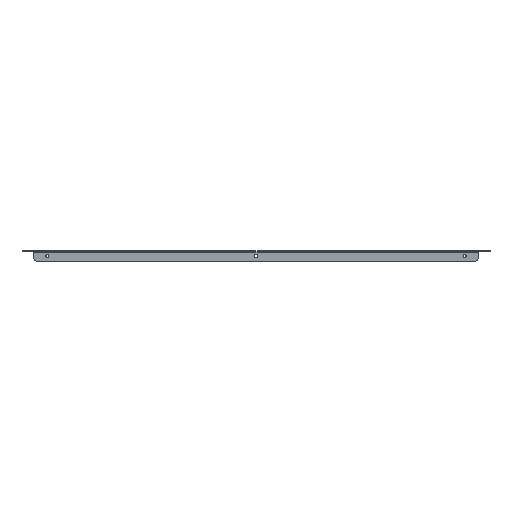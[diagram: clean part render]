
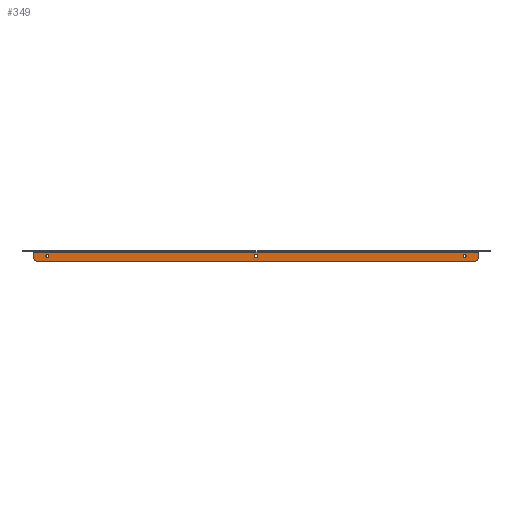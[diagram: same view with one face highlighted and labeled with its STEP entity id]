
A CAD part, front view. The second image highlights one B-rep face of the part: STEP entity #349.
In plain terms, the highlighted planar face has unit normal (0, -1, 0).
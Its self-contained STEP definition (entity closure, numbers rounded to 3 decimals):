
#15 = CARTESIAN_POINT ( 'NONE',  ( 0., -399.8, -15. ) ) ;
#109 = AXIS2_PLACEMENT_3D ( 'NONE', #2243, #588, #777 ) ;
#138 = CARTESIAN_POINT ( 'NONE',  ( 306.25, -399.8, -5.4 ) ) ;
#209 = VERTEX_POINT ( 'NONE', #2182 ) ;
#264 = CARTESIAN_POINT ( 'NONE',  ( 306.25, -399.8, -7.5 ) ) ;
#315 = DIRECTION ( 'NONE',  ( 0., -1., 0. ) ) ;
#343 = CARTESIAN_POINT ( 'NONE',  ( 321.25, -399.8, -10. ) ) ;
#349 = ADVANCED_FACE ( 'NONE', ( #626, #941, #975, #543 ), #2051, .F. ) ;
#450 = CARTESIAN_POINT ( 'NONE',  ( -321.25, -399.8, -15. ) ) ;
#465 = AXIS2_PLACEMENT_3D ( 'NONE', #1105, #1319, #561 ) ;
#531 = DIRECTION ( 'NONE',  ( 0., -1., 0. ) ) ;
#539 = VECTOR ( 'NONE', #592, 1000. ) ;
#543 = FACE_OUTER_BOUND ( 'NONE', #1718, .T. ) ;
#561 = DIRECTION ( 'NONE',  ( 0., 0., 1. ) ) ;
#588 = DIRECTION ( 'NONE',  ( 0., 1., 0. ) ) ;
#592 = DIRECTION ( 'NONE',  ( 1., 0., 0. ) ) ;
#609 = AXIS2_PLACEMENT_3D ( 'NONE', #1684, #2270, #750 ) ;
#621 = AXIS2_PLACEMENT_3D ( 'NONE', #855, #315, #1617 ) ;
#626 = FACE_BOUND ( 'NONE', #1337, .T. ) ;
#637 = VERTEX_POINT ( 'NONE', #638 ) ;
#638 = CARTESIAN_POINT ( 'NONE',  ( -326.25, -399.8, -0.919 ) ) ;
#642 = DIRECTION ( 'NONE',  ( 0., 1., 0. ) ) ;
#682 = DIRECTION ( 'NONE',  ( 0., 0., -1. ) ) ;
#702 = CIRCLE ( 'NONE', #609, 2.1 ) ;
#717 = CARTESIAN_POINT ( 'NONE',  ( -306.25, -399.8, -5.4 ) ) ;
#750 = DIRECTION ( 'NONE',  ( 0., 0., 1. ) ) ;
#777 = DIRECTION ( 'NONE',  ( 0., 0., 1. ) ) ;
#847 = CIRCLE ( 'NONE', #1951, 5. ) ;
#855 = CARTESIAN_POINT ( 'NONE',  ( -321.25, -399.8, -10. ) ) ;
#860 = CARTESIAN_POINT ( 'NONE',  ( -328.796, -399.8, -0.919 ) ) ;
#872 = EDGE_CURVE ( 'NONE', #2179, #1936, #1082, .T. ) ;
#889 = VERTEX_POINT ( 'NONE', #1220 ) ;
#895 = CARTESIAN_POINT ( 'NONE',  ( 326.25, -399.8, -10. ) ) ;
#941 = FACE_BOUND ( 'NONE', #1364, .T. ) ;
#975 = FACE_BOUND ( 'NONE', #1187, .T. ) ;
#988 = ORIENTED_EDGE ( 'NONE', *, *, #2063, .T. ) ;
#990 = ORIENTED_EDGE ( 'NONE', *, *, #2215, .T. ) ;
#1027 = EDGE_CURVE ( 'NONE', #1366, #2179, #1607, .T. ) ;
#1082 = LINE ( 'NONE', #15, #539 ) ;
#1099 = DIRECTION ( 'NONE',  ( 0., 0., 1. ) ) ;
#1105 = CARTESIAN_POINT ( 'NONE',  ( 0., -399.8, 0. ) ) ;
#1145 = VECTOR ( 'NONE', #2158, 1000. ) ;
#1187 = EDGE_LOOP ( 'NONE', ( #990 ) ) ;
#1220 = CARTESIAN_POINT ( 'NONE',  ( 326.25, -399.8, -0.919 ) ) ;
#1221 = VERTEX_POINT ( 'NONE', #895 ) ;
#1239 = VECTOR ( 'NONE', #1099, 1000. ) ;
#1267 = EDGE_CURVE ( 'NONE', #1221, #889, #2285, .T. ) ;
#1271 = CARTESIAN_POINT ( 'NONE',  ( -326.25, -399.8, 0. ) ) ;
#1319 = DIRECTION ( 'NONE',  ( 0., 1., 0. ) ) ;
#1337 = EDGE_LOOP ( 'NONE', ( #2114 ) ) ;
#1364 = EDGE_LOOP ( 'NONE', ( #988 ) ) ;
#1366 = VERTEX_POINT ( 'NONE', #1693 ) ;
#1447 = ORIENTED_EDGE ( 'NONE', *, *, #1027, .T. ) ;
#1486 = DIRECTION ( 'NONE',  ( 0., 0., 1. ) ) ;
#1543 = DIRECTION ( 'NONE',  ( 0., 0., 1. ) ) ;
#1546 = CIRCLE ( 'NONE', #2099, 2.1 ) ;
#1607 = CIRCLE ( 'NONE', #621, 5. ) ;
#1617 = DIRECTION ( 'NONE',  ( 0., 0., 1. ) ) ;
#1657 = ORIENTED_EDGE ( 'NONE', *, *, #1781, .F. ) ;
#1684 = CARTESIAN_POINT ( 'NONE',  ( 0., -399.8, -7.5 ) ) ;
#1693 = CARTESIAN_POINT ( 'NONE',  ( -326.25, -399.8, -10. ) ) ;
#1718 = EDGE_LOOP ( 'NONE', ( #2140, #1447, #2288, #2142, #2367, #1657 ) ) ;
#1750 = EDGE_CURVE ( 'NONE', #637, #1366, #2131, .T. ) ;
#1781 = EDGE_CURVE ( 'NONE', #637, #889, #2400, .T. ) ;
#1810 = VERTEX_POINT ( 'NONE', #717 ) ;
#1841 = VERTEX_POINT ( 'NONE', #138 ) ;
#1870 = CIRCLE ( 'NONE', #109, 2.1 ) ;
#1889 = EDGE_CURVE ( 'NONE', #1936, #1221, #847, .T. ) ;
#1936 = VERTEX_POINT ( 'NONE', #2403 ) ;
#1951 = AXIS2_PLACEMENT_3D ( 'NONE', #343, #531, #1486 ) ;
#1984 = VECTOR ( 'NONE', #682, 1000. ) ;
#2051 = PLANE ( 'NONE',  #465 ) ;
#2059 = EDGE_CURVE ( 'NONE', #1810, #1810, #1870, .T. ) ;
#2063 = EDGE_CURVE ( 'NONE', #209, #209, #702, .T. ) ;
#2099 = AXIS2_PLACEMENT_3D ( 'NONE', #264, #642, #1543 ) ;
#2114 = ORIENTED_EDGE ( 'NONE', *, *, #2059, .T. ) ;
#2131 = LINE ( 'NONE', #1271, #1984 ) ;
#2140 = ORIENTED_EDGE ( 'NONE', *, *, #1750, .T. ) ;
#2142 = ORIENTED_EDGE ( 'NONE', *, *, #1889, .T. ) ;
#2158 = DIRECTION ( 'NONE',  ( 1., 0., 0. ) ) ;
#2179 = VERTEX_POINT ( 'NONE', #450 ) ;
#2182 = CARTESIAN_POINT ( 'NONE',  ( 0., -399.8, -5.4 ) ) ;
#2215 = EDGE_CURVE ( 'NONE', #1841, #1841, #1546, .T. ) ;
#2243 = CARTESIAN_POINT ( 'NONE',  ( -306.25, -399.8, -7.5 ) ) ;
#2270 = DIRECTION ( 'NONE',  ( 0., 1., 0. ) ) ;
#2285 = LINE ( 'NONE', #2389, #1239 ) ;
#2288 = ORIENTED_EDGE ( 'NONE', *, *, #872, .T. ) ;
#2367 = ORIENTED_EDGE ( 'NONE', *, *, #1267, .T. ) ;
#2389 = CARTESIAN_POINT ( 'NONE',  ( 326.25, -399.8, 0. ) ) ;
#2400 = LINE ( 'NONE', #860, #1145 ) ;
#2403 = CARTESIAN_POINT ( 'NONE',  ( 321.25, -399.8, -15. ) ) ;
